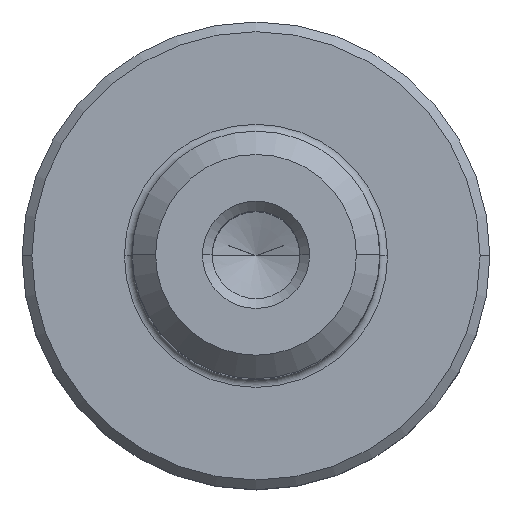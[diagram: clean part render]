
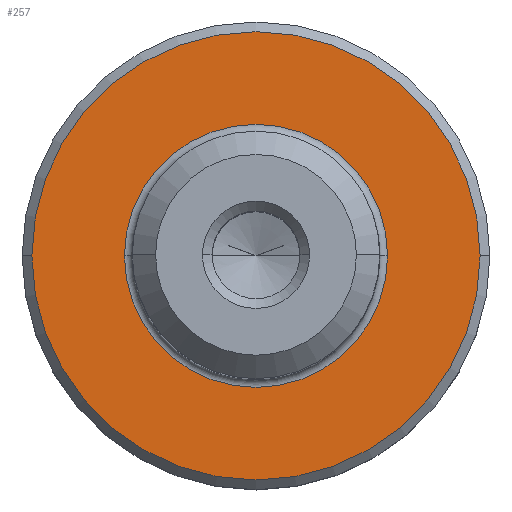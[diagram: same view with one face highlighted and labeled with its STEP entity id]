
A CAD part, top view. The second image highlights one B-rep face of the part: STEP entity #257.
In plain terms, the highlighted planar face has unit normal (0, 0, 1).
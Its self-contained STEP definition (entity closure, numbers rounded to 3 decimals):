
#257=ADVANCED_FACE('',(#305,#306),#285,.T.);
#285=PLANE('',#862);
#305=FACE_BOUND('',#330,.T.);
#306=FACE_BOUND('',#331,.T.);
#330=EDGE_LOOP('',(#473,#474));
#331=EDGE_LOOP('',(#475,#476));
#473=ORIENTED_EDGE('',*,*,#716,.F.);
#474=ORIENTED_EDGE('',*,*,#717,.F.);
#475=ORIENTED_EDGE('',*,*,#715,.F.);
#476=ORIENTED_EDGE('',*,*,#718,.F.);
#623=VERTEX_POINT('',#1754);
#624=VERTEX_POINT('',#1756);
#625=VERTEX_POINT('',#1760);
#626=VERTEX_POINT('',#1761);
#715=EDGE_CURVE('',#624,#623,#785,.T.);
#716=EDGE_CURVE('',#625,#626,#786,.T.);
#717=EDGE_CURVE('',#626,#625,#787,.T.);
#718=EDGE_CURVE('',#623,#624,#788,.T.);
#785=CIRCLE('',#857,6.75);
#786=CIRCLE('',#859,11.5);
#787=CIRCLE('',#860,11.5);
#788=CIRCLE('',#861,6.75);
#857=AXIS2_PLACEMENT_3D('',#1757,#993,#994);
#859=AXIS2_PLACEMENT_3D('',#1759,#997,#998);
#860=AXIS2_PLACEMENT_3D('',#1762,#999,#1000);
#861=AXIS2_PLACEMENT_3D('',#1763,#1001,#1002);
#862=AXIS2_PLACEMENT_3D('',#1764,#1003,#1004);
#993=DIRECTION('',(0.,0.,1.));
#994=DIRECTION('',(1.,0.,0.));
#997=DIRECTION('',(0.,0.,-1.));
#998=DIRECTION('',(-1.,0.,0.));
#999=DIRECTION('',(0.,0.,-1.));
#1000=DIRECTION('',(1.,0.,0.));
#1001=DIRECTION('',(0.,0.,1.));
#1002=DIRECTION('',(-1.,0.,0.));
#1003=DIRECTION('',(0.,0.,1.));
#1004=DIRECTION('',(1.,0.,0.));
#1754=CARTESIAN_POINT('',(-6.75,0.,8.));
#1756=CARTESIAN_POINT('',(6.75,0.,8.));
#1757=CARTESIAN_POINT('',(0.,0.,8.));
#1759=CARTESIAN_POINT('',(0.,0.,8.));
#1760=CARTESIAN_POINT('',(-11.5,0.,8.));
#1761=CARTESIAN_POINT('',(11.5,0.,8.));
#1762=CARTESIAN_POINT('',(0.,0.,8.));
#1763=CARTESIAN_POINT('',(0.,0.,8.));
#1764=CARTESIAN_POINT('',(0.,0.,8.));
